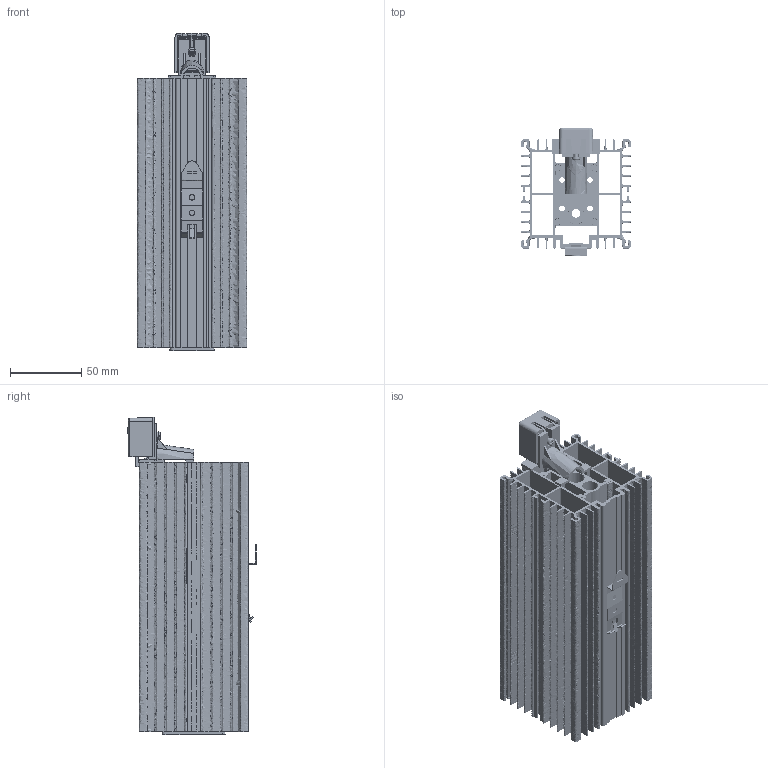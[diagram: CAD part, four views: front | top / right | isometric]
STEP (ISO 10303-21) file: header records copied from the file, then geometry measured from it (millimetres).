
FILE_DESCRIPTION(/* description */ (''),/* implementation_level */ '2;1');
FILE_NAME(/* name */ 'SHT150',/* time_stamp */ '2014-05-30T17:10:51+02:00',/* author */ (''),/* organization */ (''),/* preprocessor_version */ 'ST-DEVELOPER v10',/* originating_system */ '',/* authorisation */ '');
FILE_SCHEMA (('CONFIG_CONTROL_DESIGN'));
Length unit declared in the file: millimetre
Products named in the file (1): 1
Bounding box: 77.02 x 90.66 x 223.27 mm (x, y, z)
Volume: 73814.5 mm3; surface area: 309301.4 mm2
Topology: 13 solids, 13 shells, 548 faces, 1468 edges, 946 vertices
Faces by surface type: plane 305, bspline 243
Entity records: 21536 total; most frequent: CARTESIAN_POINT 12412, ORIENTED_EDGE 2936, EDGE_CURVE 1468, B_SPLINE_CURVE_WITH_KNOTS 991, VERTEX_POINT 946, EDGE_LOOP 596, ADVANCED_FACE 548, FACE_OUTER_BOUND 548
